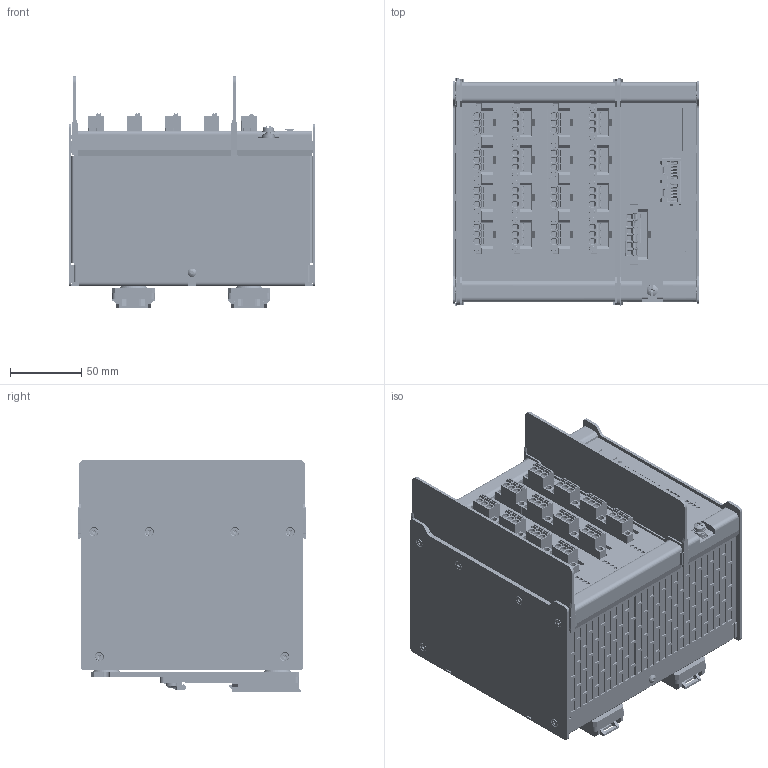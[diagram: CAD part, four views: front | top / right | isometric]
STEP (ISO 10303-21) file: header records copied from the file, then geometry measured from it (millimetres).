
FILE_DESCRIPTION((''),'2;1');
FILE_NAME('CAD-8984_ASM','2024-04-10T10:51:39',('creinig-se'),(''),'CREO PARAMETRIC BY PTC INC, 2022284','CREO PARAMETRIC BY PTC INC, 2022284','');
FILE_SCHEMA(('CONFIG_CONTROL_DESIGN','SHAPE_APPEARANCE_LAYERS_GROUPS'));
Products named in the file (6): CAD-8984_HSG_ARS_IC_SW0002; CAD-8984_ACC_RJHSE-5380-02; CAD-8977_DINKLE2ESSM-03; CAD-8977_SPUR-PCB_ASM; CAD-8977_PXC_FKCN-2-5-6-STF-5; CAD-8984_ASM
Assembly tree (11 placements, depth 3):
  CAD-8984_ASM
    CAD-8984_HSG_ARS_IC_SW0002
    CAD-8984_ACC_RJHSE-5380-02
    CAD-8977_SPUR-PCB_ASM  x4
      CAD-8977_DINKLE2ESSM-03
    CAD-8977_PXC_FKCN-2-5-6-STF-5
Bounding box: 173 x 159.09 x 163.2 mm (x, y, z)
Volume: 2800138.5 mm3; surface area: 409631.4 mm2
Topology: 20 solids, 20 shells, 12367 faces, 32147 edges, 19874 vertices
Faces by surface type: plane 6591, cylinder 3601, cone 733, torus 722, bspline 692, sphere 28
Entity records: 267158 total; most frequent: CARTESIAN_POINT 56305, ORIENTED_EDGE 33580, DIRECTION 30227, EDGE_CURVE 16790, VECTOR 12329, LINE 12329, VERTEX_POINT 10754, PRESENTATION_STYLE_ASSIGNMENT 10282
